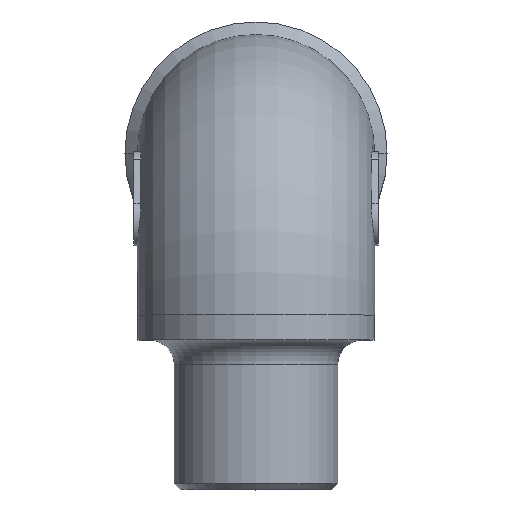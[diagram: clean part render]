
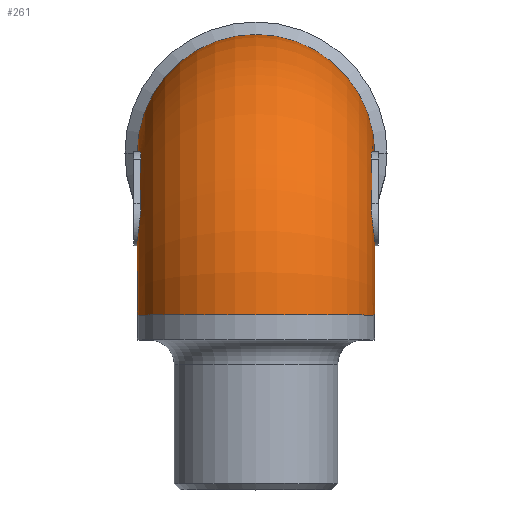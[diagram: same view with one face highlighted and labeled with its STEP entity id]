
A CAD part, top view. The second image highlights one B-rep face of the part: STEP entity #261.
In plain terms, the highlighted toroidal (fillet/blend) face has major radius 13 mm and minor radius 9.5 mm.
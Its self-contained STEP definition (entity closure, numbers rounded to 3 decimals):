
#61=CARTESIAN_POINT('Vertex',(9.5,-13.,21.)) ;
#66=CARTESIAN_POINT('Axis2P3D Location',(0.,-13.,21.)) ;
#70=CARTESIAN_POINT('Vertex',(-9.5,-13.,21.)) ;
#133=CARTESIAN_POINT('Axis2P3D Location',(0.,-13.,8.)) ;
#138=CARTESIAN_POINT('Axis2P3D Location',(9.5,-13.,8.)) ;
#142=CARTESIAN_POINT('Vertex',(9.5,-7.267,19.668)) ;
#146=CARTESIAN_POINT('Control Point',(9.249,-4.038,20.241)) ;
#147=CARTESIAN_POINT('Control Point',(9.235,-4.31,20.513)) ;
#148=CARTESIAN_POINT('Control Point',(9.239,-4.65,20.722)) ;
#149=CARTESIAN_POINT('Control Point',(9.266,-5.034,20.838)) ;
#150=CARTESIAN_POINT('Control Point',(9.348,-5.832,20.884)) ;
#151=CARTESIAN_POINT('Control Point',(9.441,-6.541,20.572)) ;
#152=CARTESIAN_POINT('Control Point',(9.48,-6.858,20.329)) ;
#153=CARTESIAN_POINT('Control Point',(9.5,-7.105,20.018)) ;
#154=CARTESIAN_POINT('Control Point',(9.5,-7.267,19.668)) ;
#155=CARTESIAN_POINT('Vertex',(9.249,-4.038,20.241)) ;
#159=CARTESIAN_POINT('Control Point',(9.234,-0.503,16.705)) ;
#160=CARTESIAN_POINT('Control Point',(9.288,-1.389,17.591)) ;
#161=CARTESIAN_POINT('Control Point',(9.301,-2.271,18.473)) ;
#162=CARTESIAN_POINT('Control Point',(9.294,-3.153,19.356)) ;
#163=CARTESIAN_POINT('Control Point',(9.249,-4.038,20.241)) ;
#164=CARTESIAN_POINT('Vertex',(9.234,-0.503,16.705)) ;
#168=CARTESIAN_POINT('Control Point',(9.234,-0.503,16.705)) ;
#169=CARTESIAN_POINT('Control Point',(9.218,-0.231,16.433)) ;
#170=CARTESIAN_POINT('Control Point',(9.22,-0.022,16.094)) ;
#171=CARTESIAN_POINT('Control Point',(9.246,0.095,15.709)) ;
#172=CARTESIAN_POINT('Control Point',(9.331,0.141,14.884)) ;
#173=CARTESIAN_POINT('Control Point',(9.433,-0.193,14.154)) ;
#174=CARTESIAN_POINT('Control Point',(9.478,-0.463,13.825)) ;
#175=CARTESIAN_POINT('Control Point',(9.5,-0.806,13.578)) ;
#176=CARTESIAN_POINT('Control Point',(9.5,-1.188,13.429)) ;
#177=CARTESIAN_POINT('Vertex',(9.5,-1.188,13.429)) ;
#180=CARTESIAN_POINT('Axis2P3D Location',(9.5,-13.,8.)) ;
#184=CARTESIAN_POINT('Vertex',(9.5,0.,8.)) ;
#187=CARTESIAN_POINT('Axis2P3D Location',(0.,0.,8.)) ;
#191=CARTESIAN_POINT('Vertex',(-9.5,0.,8.)) ;
#194=CARTESIAN_POINT('Axis2P3D Location',(-9.5,-13.,8.)) ;
#198=CARTESIAN_POINT('Vertex',(-9.5,-1.188,13.429)) ;
#202=CARTESIAN_POINT('Control Point',(-9.234,-0.503,16.705)) ;
#203=CARTESIAN_POINT('Control Point',(-9.224,-0.327,16.53)) ;
#204=CARTESIAN_POINT('Control Point',(-9.221,-0.177,16.325)) ;
#205=CARTESIAN_POINT('Control Point',(-9.227,-0.062,16.099)) ;
#206=CARTESIAN_POINT('Control Point',(-9.259,0.114,15.559)) ;
#207=CARTESIAN_POINT('Control Point',(-9.32,0.098,15.005)) ;
#208=CARTESIAN_POINT('Control Point',(-9.359,0.03,14.708)) ;
#209=CARTESIAN_POINT('Control Point',(-9.427,-0.186,14.201)) ;
#210=CARTESIAN_POINT('Control Point',(-9.476,-0.548,13.801)) ;
#211=CARTESIAN_POINT('Control Point',(-9.492,-0.743,13.644)) ;
#212=CARTESIAN_POINT('Control Point',(-9.5,-0.958,13.518)) ;
#213=CARTESIAN_POINT('Control Point',(-9.5,-1.188,13.429)) ;
#214=CARTESIAN_POINT('Vertex',(-9.234,-0.503,16.705)) ;
#218=CARTESIAN_POINT('Control Point',(-9.234,-0.503,16.705)) ;
#219=CARTESIAN_POINT('Control Point',(-9.288,-1.39,17.592)) ;
#220=CARTESIAN_POINT('Control Point',(-9.301,-2.271,18.474)) ;
#221=CARTESIAN_POINT('Control Point',(-9.294,-3.152,19.355)) ;
#222=CARTESIAN_POINT('Control Point',(-9.249,-4.038,20.241)) ;
#223=CARTESIAN_POINT('Vertex',(-9.249,-4.038,20.241)) ;
#227=CARTESIAN_POINT('Control Point',(-9.249,-4.038,20.241)) ;
#228=CARTESIAN_POINT('Control Point',(-9.24,-4.208,20.411)) ;
#229=CARTESIAN_POINT('Control Point',(-9.238,-4.405,20.556)) ;
#230=CARTESIAN_POINT('Control Point',(-9.245,-4.623,20.67)) ;
#231=CARTESIAN_POINT('Control Point',(-9.277,-5.147,20.85)) ;
#232=CARTESIAN_POINT('Control Point',(-9.334,-5.688,20.847)) ;
#233=CARTESIAN_POINT('Control Point',(-9.371,-5.983,20.788)) ;
#234=CARTESIAN_POINT('Control Point',(-9.433,-6.48,20.592)) ;
#235=CARTESIAN_POINT('Control Point',(-9.478,-6.881,20.256)) ;
#236=CARTESIAN_POINT('Control Point',(-9.493,-7.039,20.078)) ;
#237=CARTESIAN_POINT('Control Point',(-9.5,-7.168,19.88)) ;
#238=CARTESIAN_POINT('Control Point',(-9.5,-7.267,19.668)) ;
#239=CARTESIAN_POINT('Vertex',(-9.5,-7.267,19.668)) ;
#242=CARTESIAN_POINT('Axis2P3D Location',(-9.5,-13.,8.)) ;
#67=DIRECTION('Axis2P3D Direction',(0.,-1.,0.)) ;
#134=DIRECTION('Axis2P3D Direction',(1.,0.,0.)) ;
#135=DIRECTION('Axis2P3D XDirection',(0.,1.,0.)) ;
#139=DIRECTION('Axis2P3D Direction',(1.,0.,0.)) ;
#181=DIRECTION('Axis2P3D Direction',(1.,0.,0.)) ;
#188=DIRECTION('Axis2P3D Direction',(0.,0.,-1.)) ;
#195=DIRECTION('Axis2P3D Direction',(1.,0.,0.)) ;
#243=DIRECTION('Axis2P3D Direction',(1.,0.,0.)) ;
#68=AXIS2_PLACEMENT_3D('Circle Axis2P3D',#66,#67,$) ;
#136=AXIS2_PLACEMENT_3D('Torus Axis2P3D',#133,#134,#135) ;
#140=AXIS2_PLACEMENT_3D('Circle Axis2P3D',#138,#139,$) ;
#182=AXIS2_PLACEMENT_3D('Circle Axis2P3D',#180,#181,$) ;
#189=AXIS2_PLACEMENT_3D('Circle Axis2P3D',#187,#188,$) ;
#196=AXIS2_PLACEMENT_3D('Circle Axis2P3D',#194,#195,$) ;
#244=AXIS2_PLACEMENT_3D('Circle Axis2P3D',#242,#243,$) ;
#248=ORIENTED_EDGE('',*,*,#72,.T.) ;
#249=ORIENTED_EDGE('',*,*,#144,.F.) ;
#250=ORIENTED_EDGE('',*,*,#157,.F.) ;
#251=ORIENTED_EDGE('',*,*,#166,.F.) ;
#252=ORIENTED_EDGE('',*,*,#179,.T.) ;
#253=ORIENTED_EDGE('',*,*,#186,.F.) ;
#254=ORIENTED_EDGE('',*,*,#193,.F.) ;
#255=ORIENTED_EDGE('',*,*,#200,.T.) ;
#256=ORIENTED_EDGE('',*,*,#216,.F.) ;
#257=ORIENTED_EDGE('',*,*,#225,.T.) ;
#258=ORIENTED_EDGE('',*,*,#241,.T.) ;
#259=ORIENTED_EDGE('',*,*,#246,.T.) ;
#261=ADVANCED_FACE('Corps principal',(#260),#137,.T.) ;
#145=B_SPLINE_CURVE_WITH_KNOTS('',5,(#146,#147,#148,#149,#150,#151,#152,#153,#154),.UNSPECIFIED.,.F.,.U.,(6,3,6),(0.,2.54,5.269),.UNSPECIFIED.) ;
#158=B_SPLINE_CURVE_WITH_KNOTS('',4,(#159,#160,#161,#162,#163),.UNSPECIFIED.,.F.,.U.,(5,5),(0.,6.611),.UNSPECIFIED.) ;
#167=B_SPLINE_CURVE_WITH_KNOTS('',5,(#168,#169,#170,#171,#172,#173,#174,#175,#176),.UNSPECIFIED.,.F.,.U.,(6,3,6),(0.,2.535,5.432),.UNSPECIFIED.) ;
#201=B_SPLINE_CURVE_WITH_KNOTS('',5,(#202,#203,#204,#205,#206,#207,#208,#209,#210,#211,#212,#213),.UNSPECIFIED.,.F.,.U.,(6,3,3,6),(0.,1.954,4.434,6.568),.UNSPECIFIED.) ;
#217=B_SPLINE_CURVE_WITH_KNOTS('',4,(#218,#219,#220,#221,#222),.UNSPECIFIED.,.F.,.U.,(5,5),(0.,7.899),.UNSPECIFIED.) ;
#226=B_SPLINE_CURVE_WITH_KNOTS('',5,(#227,#228,#229,#230,#231,#232,#233,#234,#235,#236,#237,#238),.UNSPECIFIED.,.F.,.U.,(6,3,3,6),(0.,1.895,4.344,6.373),.UNSPECIFIED.) ;
#69=CIRCLE('generated circle',#68,9.5) ;
#141=CIRCLE('generated circle',#140,13.) ;
#183=CIRCLE('generated circle',#182,13.) ;
#190=CIRCLE('generated circle',#189,9.5) ;
#197=CIRCLE('generated circle',#196,13.) ;
#245=CIRCLE('generated circle',#244,13.) ;
#137=TOROIDAL_SURFACE('homeo Torus',#136,13.,9.5) ;
#72=EDGE_CURVE('',#71,#62,#69,.F.) ;
#144=EDGE_CURVE('',#143,#62,#141,.T.) ;
#157=EDGE_CURVE('',#156,#143,#145,.T.) ;
#166=EDGE_CURVE('',#165,#156,#158,.T.) ;
#179=EDGE_CURVE('',#165,#178,#167,.T.) ;
#186=EDGE_CURVE('',#185,#178,#183,.T.) ;
#193=EDGE_CURVE('',#192,#185,#190,.T.) ;
#200=EDGE_CURVE('',#192,#199,#197,.T.) ;
#216=EDGE_CURVE('',#215,#199,#201,.T.) ;
#225=EDGE_CURVE('',#215,#224,#217,.T.) ;
#241=EDGE_CURVE('',#224,#240,#226,.T.) ;
#246=EDGE_CURVE('',#240,#71,#245,.T.) ;
#247=EDGE_LOOP('',(#248,#249,#250,#251,#252,#253,#254,#255,#256,#257,#258,#259)) ;
#260=FACE_OUTER_BOUND('',#247,.T.) ;
#62=VERTEX_POINT('',#61) ;
#71=VERTEX_POINT('',#70) ;
#143=VERTEX_POINT('',#142) ;
#156=VERTEX_POINT('',#155) ;
#165=VERTEX_POINT('',#164) ;
#178=VERTEX_POINT('',#177) ;
#185=VERTEX_POINT('',#184) ;
#192=VERTEX_POINT('',#191) ;
#199=VERTEX_POINT('',#198) ;
#215=VERTEX_POINT('',#214) ;
#224=VERTEX_POINT('',#223) ;
#240=VERTEX_POINT('',#239) ;
